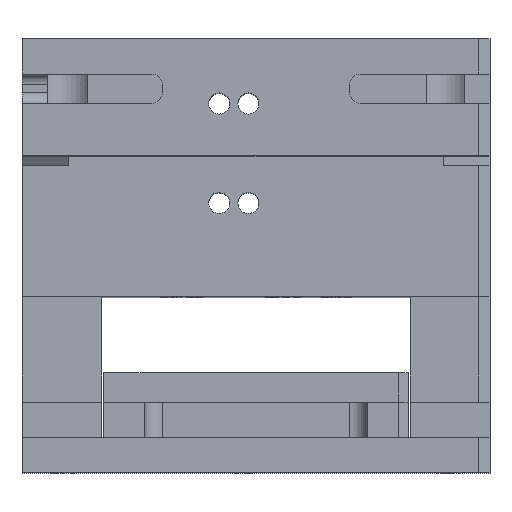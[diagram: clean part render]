
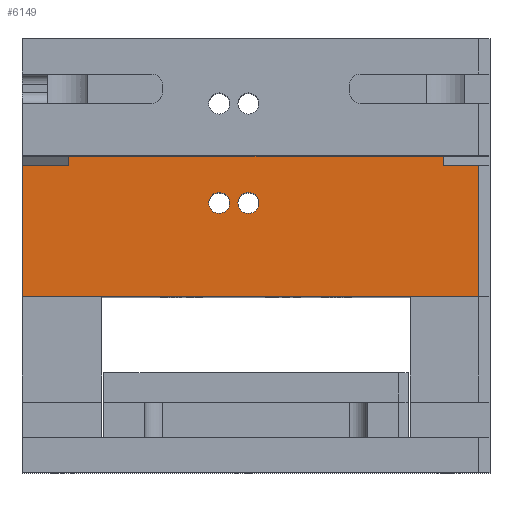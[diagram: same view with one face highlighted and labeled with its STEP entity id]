
A CAD part, top view. The second image highlights one B-rep face of the part: STEP entity #6149.
In plain terms, the highlighted planar face has unit normal (0, 0, 1).
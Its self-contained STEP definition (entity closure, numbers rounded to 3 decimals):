
#441=DIRECTION('',(1.,0.,0.));
#442=VECTOR('',#441,390.);
#443=CARTESIAN_POINT('',(-200.,0.,200.));
#444=LINE('',#443,#442);
#649=DIRECTION('',(1.,0.,0.));
#650=VECTOR('',#649,320.);
#651=CARTESIAN_POINT('',(-160.,120.,200.));
#652=LINE('',#651,#650);
#1538=CARTESIAN_POINT('',(-6.5,80.2,200.));
#1539=DIRECTION('',(0.,0.,1.));
#1540=DIRECTION('',(1.,0.,0.));
#1541=AXIS2_PLACEMENT_3D('',#1538,#1539,#1540);
#1543=CARTESIAN_POINT('',(-6.5,80.2,200.));
#1544=DIRECTION('',(0.,0.,1.));
#1545=DIRECTION('',(-1.,0.,0.));
#1546=AXIS2_PLACEMENT_3D('',#1543,#1544,#1545);
#1548=CARTESIAN_POINT('',(-31.5,80.2,200.));
#1549=DIRECTION('',(0.,0.,1.));
#1550=DIRECTION('',(1.,0.,0.));
#1551=AXIS2_PLACEMENT_3D('',#1548,#1549,#1550);
#1553=CARTESIAN_POINT('',(-31.5,80.2,200.));
#1554=DIRECTION('',(0.,0.,1.));
#1555=DIRECTION('',(-1.,0.,0.));
#1556=AXIS2_PLACEMENT_3D('',#1553,#1554,#1555);
#1558=DIRECTION('',(1.,0.,0.));
#1559=VECTOR('',#1558,40.);
#1560=CARTESIAN_POINT('',(-200.,112.,200.));
#1561=LINE('',#1560,#1559);
#1562=DIRECTION('',(0.,-1.,0.));
#1563=VECTOR('',#1562,8.);
#1564=CARTESIAN_POINT('',(-160.,120.,200.));
#1565=LINE('',#1564,#1563);
#1566=DIRECTION('',(0.,-1.,0.));
#1567=VECTOR('',#1566,8.);
#1568=CARTESIAN_POINT('',(160.,120.,200.));
#1569=LINE('',#1568,#1567);
#1570=DIRECTION('',(1.,0.,0.));
#1571=VECTOR('',#1570,30.);
#1572=CARTESIAN_POINT('',(160.,112.,200.));
#1573=LINE('',#1572,#1571);
#1574=DIRECTION('',(0.,-1.,0.));
#1575=VECTOR('',#1574,112.);
#1576=CARTESIAN_POINT('',(190.,112.,200.));
#1577=LINE('',#1576,#1575);
#1578=DIRECTION('',(0.,1.,0.));
#1579=VECTOR('',#1578,112.);
#1580=CARTESIAN_POINT('',(-200.,0.,200.));
#1581=LINE('',#1580,#1579);
#3374=CARTESIAN_POINT('',(-200.,0.,200.));
#3376=VERTEX_POINT('',#3374);
#3412=CARTESIAN_POINT('',(190.,0.,200.));
#3414=VERTEX_POINT('',#3412);
#3703=CARTESIAN_POINT('',(2.5,80.2,200.));
#3704=CARTESIAN_POINT('',(-15.5,80.2,200.));
#3705=VERTEX_POINT('',#3703);
#3706=VERTEX_POINT('',#3704);
#3707=CARTESIAN_POINT('',(-22.5,80.2,200.));
#3708=CARTESIAN_POINT('',(-40.5,80.2,200.));
#3709=VERTEX_POINT('',#3707);
#3710=VERTEX_POINT('',#3708);
#3951=CARTESIAN_POINT('',(-160.,120.,200.));
#3953=VERTEX_POINT('',#3951);
#3956=CARTESIAN_POINT('',(160.,120.,200.));
#3958=VERTEX_POINT('',#3956);
#3964=CARTESIAN_POINT('',(-200.,112.,200.));
#3966=VERTEX_POINT('',#3964);
#3967=CARTESIAN_POINT('',(-160.,112.,200.));
#3968=VERTEX_POINT('',#3967);
#3969=CARTESIAN_POINT('',(160.,112.,200.));
#3970=CARTESIAN_POINT('',(190.,112.,200.));
#3971=VERTEX_POINT('',#3969);
#3972=VERTEX_POINT('',#3970);
#6117=CARTESIAN_POINT('',(-200.,0.,200.));
#6118=DIRECTION('',(0.,0.,1.));
#6119=DIRECTION('',(1.,0.,0.));
#6120=AXIS2_PLACEMENT_3D('',#6117,#6118,#6119);
#6121=PLANE('',#6120);
#6123=ORIENTED_EDGE('',*,*,#6122,.T.);
#6125=ORIENTED_EDGE('',*,*,#6124,.F.);
#6126=ORIENTED_EDGE('',*,*,#4666,.T.);
#6128=ORIENTED_EDGE('',*,*,#6127,.T.);
#6130=ORIENTED_EDGE('',*,*,#6129,.T.);
#6132=ORIENTED_EDGE('',*,*,#6131,.T.);
#6133=ORIENTED_EDGE('',*,*,#4286,.F.);
#6135=ORIENTED_EDGE('',*,*,#6134,.T.);
#6136=EDGE_LOOP('',(#6123,#6125,#6126,#6128,#6130,#6132,#6133,#6135));
#6137=FACE_OUTER_BOUND('',#6136,.F.);
#6139=ORIENTED_EDGE('',*,*,#6138,.T.);
#6141=ORIENTED_EDGE('',*,*,#6140,.T.);
#6142=EDGE_LOOP('',(#6139,#6141));
#6143=FACE_BOUND('',#6142,.F.);
#6144=ORIENTED_EDGE('',*,*,#6091,.T.);
#6146=ORIENTED_EDGE('',*,*,#6145,.T.);
#6147=EDGE_LOOP('',(#6144,#6146));
#6148=FACE_BOUND('',#6147,.F.);
#1542=CIRCLE('',#1541,9.);
#1547=CIRCLE('',#1546,9.);
#1552=CIRCLE('',#1551,9.);
#1557=CIRCLE('',#1556,9.);
#4286=EDGE_CURVE('',#3376,#3414,#444,.T.);
#4666=EDGE_CURVE('',#3953,#3958,#652,.T.);
#6091=EDGE_CURVE('',#3705,#3706,#1542,.T.);
#6122=EDGE_CURVE('',#3966,#3968,#1561,.T.);
#6124=EDGE_CURVE('',#3953,#3968,#1565,.T.);
#6127=EDGE_CURVE('',#3958,#3971,#1569,.T.);
#6129=EDGE_CURVE('',#3971,#3972,#1573,.T.);
#6131=EDGE_CURVE('',#3972,#3414,#1577,.T.);
#6134=EDGE_CURVE('',#3376,#3966,#1581,.T.);
#6138=EDGE_CURVE('',#3709,#3710,#1552,.T.);
#6140=EDGE_CURVE('',#3710,#3709,#1557,.T.);
#6145=EDGE_CURVE('',#3706,#3705,#1547,.T.);
#6149=ADVANCED_FACE('',(#6137,#6143,#6148),#6121,.T.);
